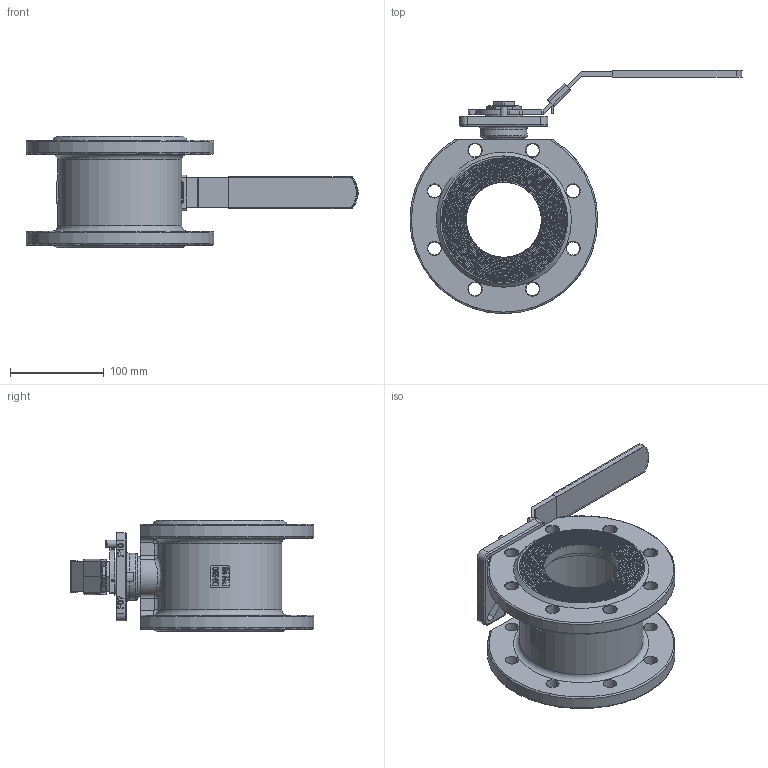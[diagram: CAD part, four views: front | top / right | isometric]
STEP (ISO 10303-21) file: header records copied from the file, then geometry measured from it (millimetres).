
FILE_DESCRIPTION(/* description */ ('Unknown'),/* implementation_level */ '2;1');
FILE_NAME(/* name */ '939-11_(8M.460.080)',/* time_stamp */ '2021-09-10T09:48:28+02:00',/* author */ ('Unknown'),/* organization */ ('Unknown'),/* preprocessor_version */ 'ST-DEVELOPER v16.7',/* originating_system */ 'Solid Edge',/* authorisation */ 'Unknown');
FILE_SCHEMA (('AUTOMOTIVE_DESIGN {1 0 10303 214 3 1 1}'));
Products named in the file (11): 939-11_(8M.460.080); Stem; Handle; Cap; Plate Washer; Lock Device; Body; Small hex thin nuts-Fine pitch thread GB_GB_FASTENER_NUT_SSFNTT B M24
X1.5-N; Stop Pin; Nut Stopper; Plasti Cover
Assembly tree (11 placements, depth 2):
  939-11_(8M.460.080)
    Stem
    Handle
    Cap
    Plate Washer
    Lock Device
    Body
    Small hex thin nuts-Fine pitch thread GB_GB_FASTENER_NUT_SSFNTT B M24
X1.5-N  x2
    Stop Pin
    Nut Stopper
    Plasti Cover
Bounding box: 353.77 x 259.28 x 118.5 mm (x, y, z)
Volume: 1197305 mm3; surface area: 314611.8 mm2
Topology: 12 solids, 12 shells, 867 faces, 2244 edges, 1465 vertices
Faces by surface type: plane 467, bspline 192, cylinder 138, cone 49, torus 17, sphere 4
Full cylindrical faces by diameter (mm): 6 x2, 8 x5, 10 x1, 14.2 x16, 18.3 x1, 22 x3, 22.1 x1, 22.376 x2, 22.5 x1, 28 x2, 29 x1, 40 x1, 44 x1, 50 x1, 80 x2, 99 x2, 117.6 x1, 118 x1, 127 x1, 137 x1, 141 x2
Entity records: 60952 total; most frequent: CARTESIAN_POINT 41368, ORIENTED_EDGE 4234, DIRECTION 3316, EDGE_CURVE 2117, VERTEX_POINT 1431, LINE 1228, VECTOR 1228, EDGE_LOOP 1056
